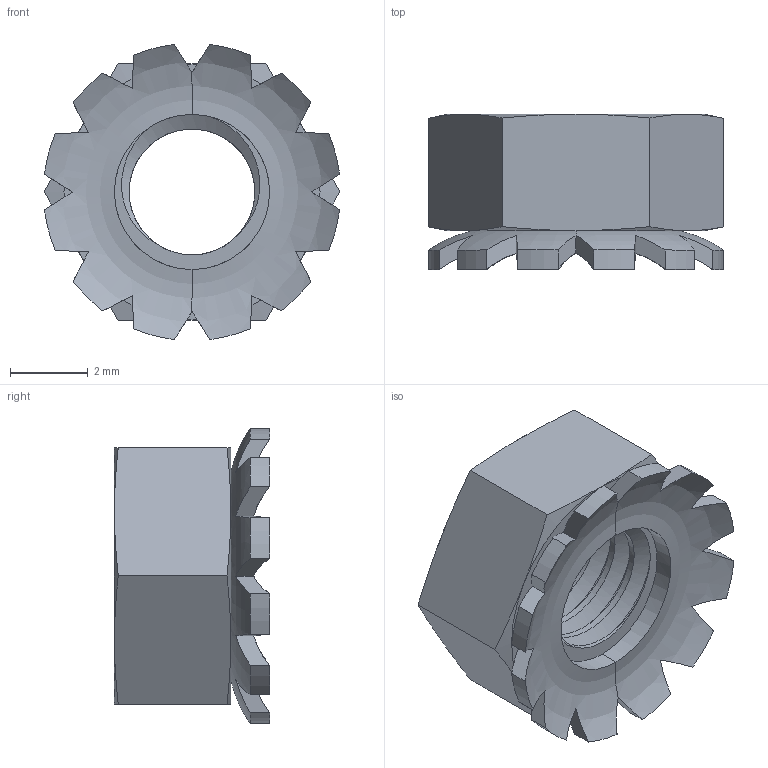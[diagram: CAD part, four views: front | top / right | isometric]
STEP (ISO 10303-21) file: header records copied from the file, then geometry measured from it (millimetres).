
FILE_DESCRIPTION (( 'STEP AP214' ), '1' );
FILE_NAME ('11-4502.step', '2020-04-06T07:12:14', ( '' ), ( '' ), 'SwSTEP 2.0', 'SolidWorks 2020', '' );
FILE_SCHEMA (( 'AUTOMOTIVE_DESIGN' ));
Length unit declared in the file: millimetre
Products named in the file (1): 11-4502
Bounding box: 7.62 x 4 x 7.61 mm (x, y, z)
Volume: 96.5 mm3; surface area: 242.9 mm2
Topology: 1 solids, 1 shells, 85 faces, 233 edges, 150 vertices
Faces by surface type: plane 44, cylinder 22, cone 12, torus 4, bspline 3
Entity records: 3592 total; most frequent: CARTESIAN_POINT 1636, ORIENTED_EDGE 466, DIRECTION 323, EDGE_CURVE 233, VERTEX_POINT 150, AXIS2_PLACEMENT_3D 130, B_SPLINE_CURVE_WITH_KNOTS 102, EDGE_LOOP 87
